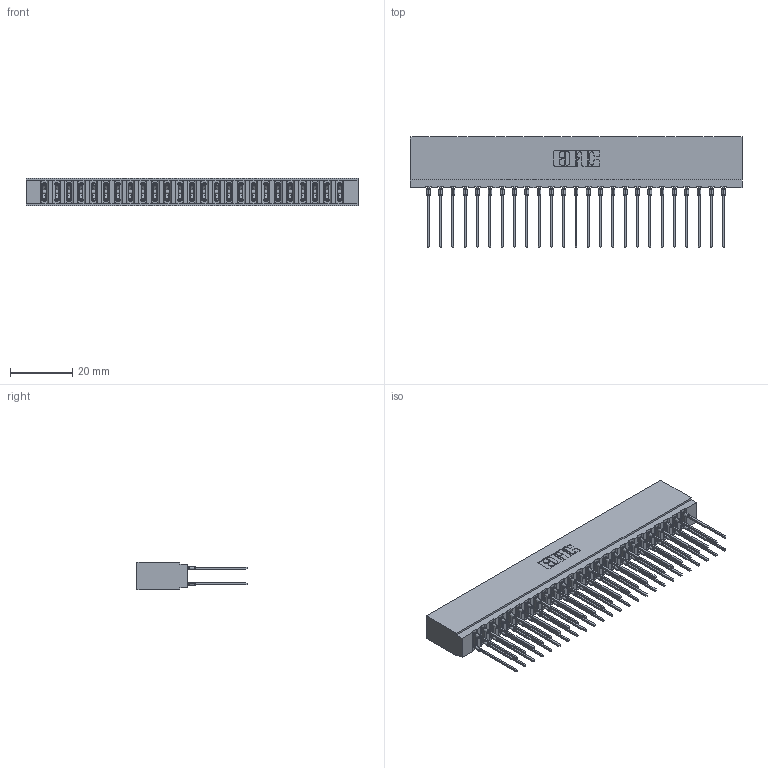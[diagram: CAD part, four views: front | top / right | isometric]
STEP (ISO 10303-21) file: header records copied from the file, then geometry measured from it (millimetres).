
FILE_DESCRIPTION (( 'STEP AP203' ), '1' );
FILE_NAME ('737-050-541-201.STEP', '2026-03-05T23:38:29', ( '' ), ( '' ), 'SwSTEP 2.0', 'SolidWorks 2023', '' );
FILE_SCHEMA (( 'CONFIG_CONTROL_DESIGN' ));
Length unit declared in the file: millimetre
Products named in the file (3): 745-292-001_541; 737-050-541-201; 737 Part_Insulator Option - 01
Assembly tree (51 placements, depth 2):
  737-050-541-201
    737 Part_Insulator Option - 01
    745-292-001_541  x50
Bounding box: 106.93 x 35.45 x 8.89 mm (x, y, z)
Volume: 10861 mm3; surface area: 16896.6 mm2
Topology: 51 solids, 51 shells, 4594 faces, 12355 edges, 7770 vertices
Faces by surface type: plane 2379, bspline 1000, cylinder 915, torus 300
Entity records: 45201 total; most frequent: CARTESIAN_POINT 8355, ORIENTED_EDGE 7756, DIRECTION 6784, EDGE_CURVE 3878, VECTOR 3546, LINE 3546, VERTEX_POINT 2478, AXIS2_PLACEMENT_3D 1619
